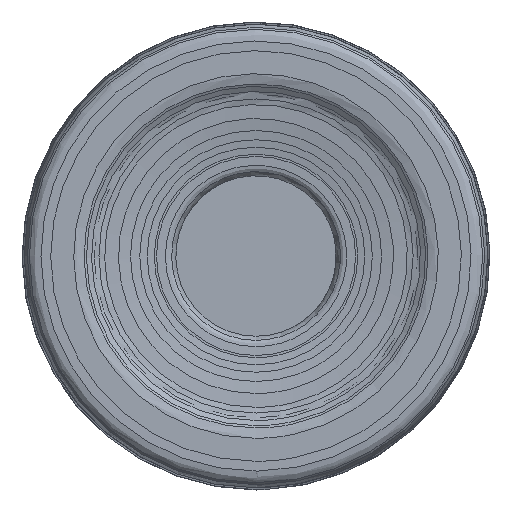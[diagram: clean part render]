
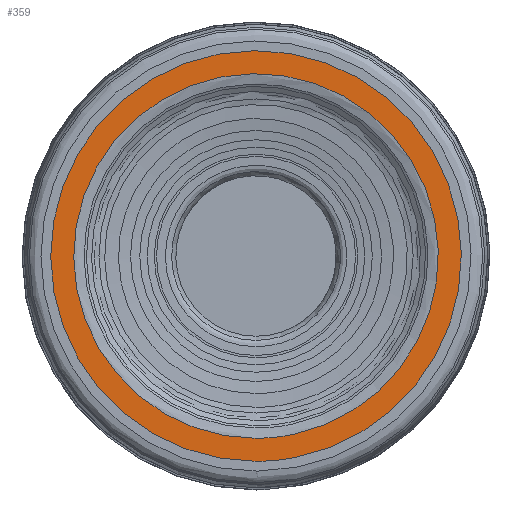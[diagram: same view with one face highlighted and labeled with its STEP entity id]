
A CAD part, left-side view. The second image highlights one B-rep face of the part: STEP entity #359.
In plain terms, the highlighted face is a revolution surface.
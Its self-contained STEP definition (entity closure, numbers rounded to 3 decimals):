
#62=SURFACE_OF_REVOLUTION('',#140,#101);
#101=AXIS1_PLACEMENT('',#1636,#1130);
#140=B_SPLINE_CURVE_WITH_KNOTS('',3,(#1623,#1624,#1625,#1626,#1627,#1628,
#1629,#1630,#1631,#1632,#1633,#1634,#1635),.UNSPECIFIED.,.F.,.F.,(4,3,3,
3,4),(0.,0.169,0.446,0.723,1.),
 .UNSPECIFIED.);
#359=ADVANCED_FACE('',(#473,#474),#62,.T.);
#473=FACE_BOUND('',#585,.T.);
#474=FACE_BOUND('',#586,.T.);
#585=EDGE_LOOP('',(#697));
#586=EDGE_LOOP('',(#698));
#697=ORIENTED_EDGE('',*,*,#773,.F.);
#698=ORIENTED_EDGE('',*,*,#810,.T.);
#717=VERTEX_POINT('',#1187);
#754=VERTEX_POINT('',#1617);
#773=EDGE_CURVE('',#717,#717,#829,.T.);
#810=EDGE_CURVE('',#754,#754,#866,.T.);
#829=CIRCLE('',#904,8.856);
#866=CIRCLE('',#941,7.864);
#904=AXIS2_PLACEMENT_3D('',#1186,#1016,#1017);
#941=AXIS2_PLACEMENT_3D('',#1616,#1127,#1128);
#1016=DIRECTION('',(1.,0.,0.));
#1017=DIRECTION('',(0.,0.,-1.));
#1127=DIRECTION('',(1.,0.,0.));
#1128=DIRECTION('',(0.,0.,-1.));
#1130=DIRECTION('',(1.,0.,0.));
#1186=CARTESIAN_POINT('',(0.001,0.,0.));
#1187=CARTESIAN_POINT('',(0.001,0.,-8.856));
#1616=CARTESIAN_POINT('',(0.002,0.,0.));
#1617=CARTESIAN_POINT('',(0.002,0.,-7.864));
#1623=CARTESIAN_POINT('',(0.002,-7.853,0.415));
#1624=CARTESIAN_POINT('',(0.002,-7.909,0.405));
#1625=CARTESIAN_POINT('',(0.002,-7.966,0.395));
#1626=CARTESIAN_POINT('',(0.001,-8.022,0.385));
#1627=CARTESIAN_POINT('',(0.001,-8.114,0.369));
#1628=CARTESIAN_POINT('',(0.001,-8.206,0.353));
#1629=CARTESIAN_POINT('',(0.001,-8.299,0.337));
#1630=CARTESIAN_POINT('',(0.001,-8.391,0.32));
#1631=CARTESIAN_POINT('',(0.,-8.483,0.304));
#1632=CARTESIAN_POINT('',(0.001,-8.576,0.288));
#1633=CARTESIAN_POINT('',(0.001,-8.668,0.272));
#1634=CARTESIAN_POINT('',(0.001,-8.76,0.255));
#1635=CARTESIAN_POINT('',(0.001,-8.852,0.239));
#1636=CARTESIAN_POINT('',(0.,0.,0.));
